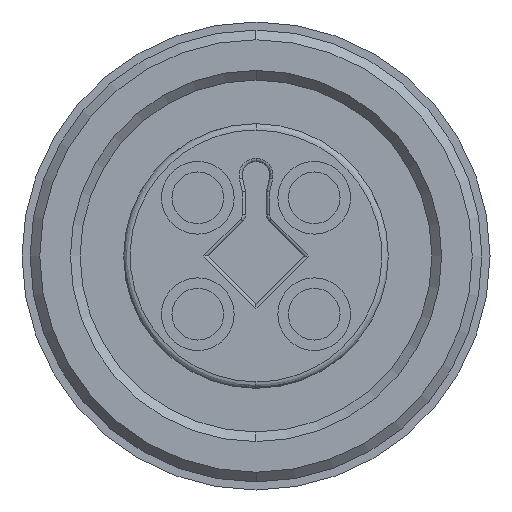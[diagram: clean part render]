
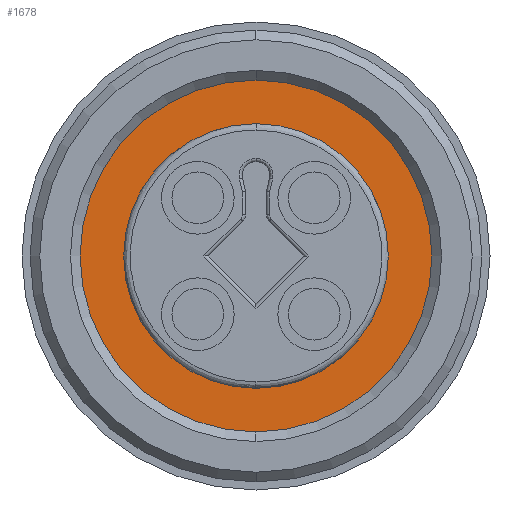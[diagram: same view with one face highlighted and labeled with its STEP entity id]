
A CAD part, left-side view. The second image highlights one B-rep face of the part: STEP entity #1678.
In plain terms, the highlighted planar face has unit normal (-1, 0, 0).
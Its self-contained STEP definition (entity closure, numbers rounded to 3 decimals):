
#91 = VERTEX_POINT ( 'NONE', #6236 ) ;
#432 = EDGE_CURVE ( 'NONE', #8197, #8685, #15046, .T. ) ;
#1602 = CARTESIAN_POINT ( 'NONE',  ( -4.2, 0., 0. ) ) ;
#1678 = ADVANCED_FACE ( 'NONE', ( #13510, #3474 ), #15051, .T. ) ;
#2063 = ORIENTED_EDGE ( 'NONE', *, *, #5940, .T. ) ;
#2614 = CARTESIAN_POINT ( 'NONE',  ( -4.2, 0., 0. ) ) ;
#2736 = AXIS2_PLACEMENT_3D ( 'NONE', #2614, #11035, #3760 ) ;
#2767 = DIRECTION ( 'NONE',  ( 0., 0., 1. ) ) ;
#3119 = CIRCLE ( 'NONE', #2736, 4.1 ) ;
#3474 = FACE_BOUND ( 'NONE', #13393, .T. ) ;
#3760 = DIRECTION ( 'NONE',  ( 0., 0., -1. ) ) ;
#4269 = VERTEX_POINT ( 'NONE', #5382 ) ;
#4589 = AXIS2_PLACEMENT_3D ( 'NONE', #12089, #12753, #12630 ) ;
#5070 = AXIS2_PLACEMENT_3D ( 'NONE', #14987, #15383, #15381 ) ;
#5382 = CARTESIAN_POINT ( 'NONE',  ( -4.2, 0., 5.45 ) ) ;
#5915 = DIRECTION ( 'NONE',  ( 0., 0., 1. ) ) ;
#5940 = EDGE_CURVE ( 'NONE', #4269, #91, #11521, .T. ) ;
#5965 = DIRECTION ( 'NONE',  ( -1., 0., 0. ) ) ;
#6017 = CARTESIAN_POINT ( 'NONE',  ( -4.2, 0., 0. ) ) ;
#6236 = CARTESIAN_POINT ( 'NONE',  ( -4.2, 0., -5.45 ) ) ;
#6299 = AXIS2_PLACEMENT_3D ( 'NONE', #6017, #5965, #5915 ) ;
#7200 = CARTESIAN_POINT ( 'NONE',  ( -4.2, 0., -4.1 ) ) ;
#7988 = EDGE_CURVE ( 'NONE', #91, #4269, #14167, .T. ) ;
#8197 = VERTEX_POINT ( 'NONE', #14902 ) ;
#8685 = VERTEX_POINT ( 'NONE', #7200 ) ;
#9698 = EDGE_CURVE ( 'NONE', #8685, #8197, #3119, .T. ) ;
#9950 = DIRECTION ( 'NONE',  ( -1., 0., 0. ) ) ;
#10607 = ORIENTED_EDGE ( 'NONE', *, *, #7988, .T. ) ;
#11035 = DIRECTION ( 'NONE',  ( 1., 0., 0. ) ) ;
#11521 = CIRCLE ( 'NONE', #6299, 5.45 ) ;
#11674 = ORIENTED_EDGE ( 'NONE', *, *, #432, .T. ) ;
#12033 = EDGE_LOOP ( 'NONE', ( #2063, #10607 ) ) ;
#12089 = CARTESIAN_POINT ( 'NONE',  ( -4.2, 0., 0. ) ) ;
#12630 = DIRECTION ( 'NONE',  ( 0., 0., -1. ) ) ;
#12688 = ORIENTED_EDGE ( 'NONE', *, *, #9698, .T. ) ;
#12753 = DIRECTION ( 'NONE',  ( 1., 0., 0. ) ) ;
#13393 = EDGE_LOOP ( 'NONE', ( #12688, #11674 ) ) ;
#13510 = FACE_OUTER_BOUND ( 'NONE', #12033, .T. ) ;
#14167 = CIRCLE ( 'NONE', #15297, 5.45 ) ;
#14902 = CARTESIAN_POINT ( 'NONE',  ( -4.2, 0., 4.1 ) ) ;
#14987 = CARTESIAN_POINT ( 'NONE',  ( -4.2, 0., 0. ) ) ;
#15046 = CIRCLE ( 'NONE', #4589, 4.1 ) ;
#15051 = PLANE ( 'NONE',  #5070 ) ;
#15297 = AXIS2_PLACEMENT_3D ( 'NONE', #1602, #9950, #2767 ) ;
#15381 = DIRECTION ( 'NONE',  ( 0., 0., 1. ) ) ;
#15383 = DIRECTION ( 'NONE',  ( -1., 0., 0. ) ) ;
